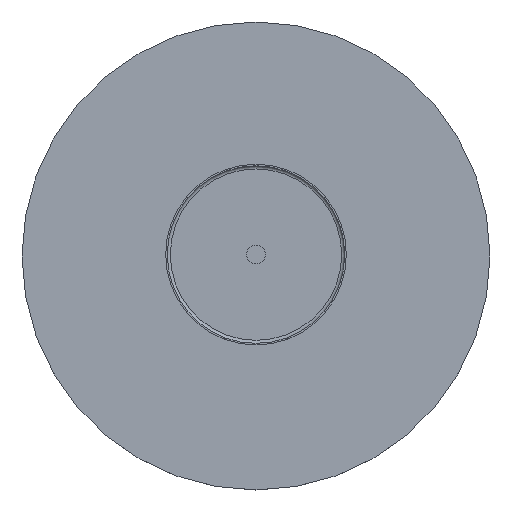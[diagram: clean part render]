
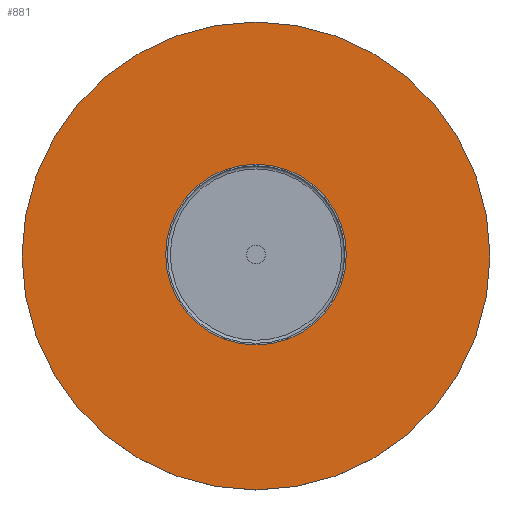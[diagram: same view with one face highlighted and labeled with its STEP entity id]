
A CAD part, top view. The second image highlights one B-rep face of the part: STEP entity #881.
In plain terms, the highlighted planar face has unit normal (0, 0, 1).
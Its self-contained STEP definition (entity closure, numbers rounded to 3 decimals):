
#204=FACE_OUTER_BOUND('',#269,.T.);
#269=EDGE_LOOP('',(#603));
#340=CIRCLE('',#970,150.);
#385=VERTEX_POINT('',#1322);
#471=EDGE_CURVE('',#385,#385,#340,.T.);
#603=ORIENTED_EDGE('',*,*,#471,.T.);
#855=PLANE('',#971);
#881=ADVANCED_FACE('',(#204),#855,.T.);
#970=AXIS2_PLACEMENT_3D('',#1323,#1078,#1079);
#971=AXIS2_PLACEMENT_3D('',#1325,#1081,#1082);
#1078=DIRECTION('center_axis',(0.,0.,1.));
#1079=DIRECTION('ref_axis',(1.,0.,0.));
#1081=DIRECTION('center_axis',(0.,0.,1.));
#1082=DIRECTION('ref_axis',(1.,0.,0.));
#1322=CARTESIAN_POINT('',(-150.,0.,-100.));
#1323=CARTESIAN_POINT('Origin',(0.,0.,-100.));
#1325=CARTESIAN_POINT('Origin',(0.,0.,-100.));
